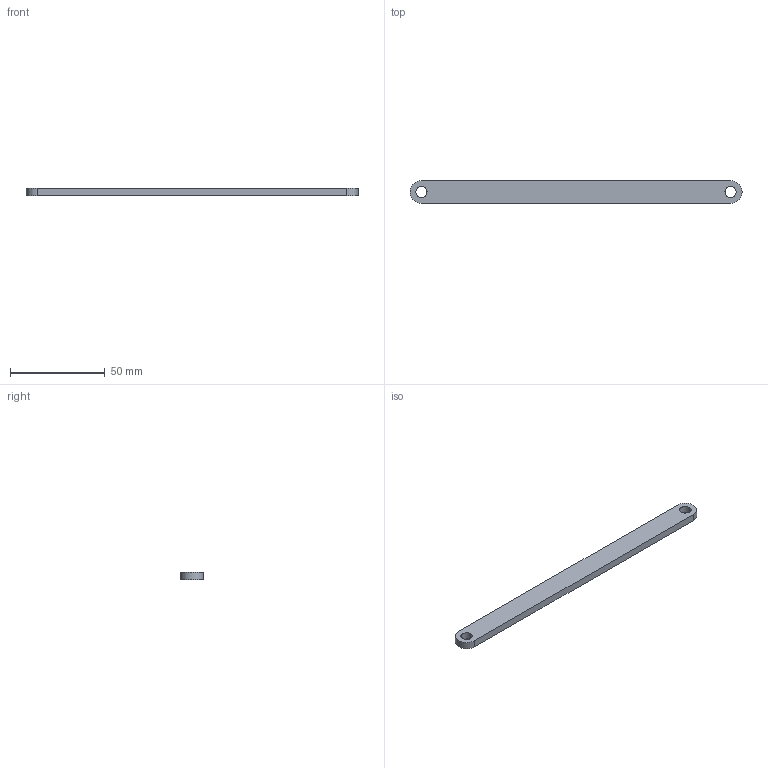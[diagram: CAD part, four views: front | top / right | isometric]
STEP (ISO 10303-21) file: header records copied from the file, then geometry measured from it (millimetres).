
FILE_DESCRIPTION(('CATIA V5 STEP Exchange'),'2;1');
FILE_NAME('limitingbar.stp','2019-03-14T05:10:28+00:00',('none'),('none'),'CATIA Version 5 Release 20 GA (IN-10)','CATIA V5 STEP AP203','none');
FILE_SCHEMA(('CONFIG_CONTROL_DESIGN'));
Length unit declared in the file: millimetre
Products named in the file (1): limitingbar
Bounding box: 175 x 12 x 4 mm (x, y, z)
Volume: 8050.2 mm3; surface area: 5630.7 mm2
Topology: 1 solids, 1 shells, 10 faces, 24 edges, 16 vertices
Faces by surface type: cylinder 6, plane 4
Entity records: 328 total; most frequent: CARTESIAN_POINT 49, ORIENTED_EDGE 48, DIRECTION 40, EDGE_CURVE 24, AXIS2_PLACEMENT_3D 21, VERTEX_POINT 16, EDGE_LOOP 14, VECTOR 12
